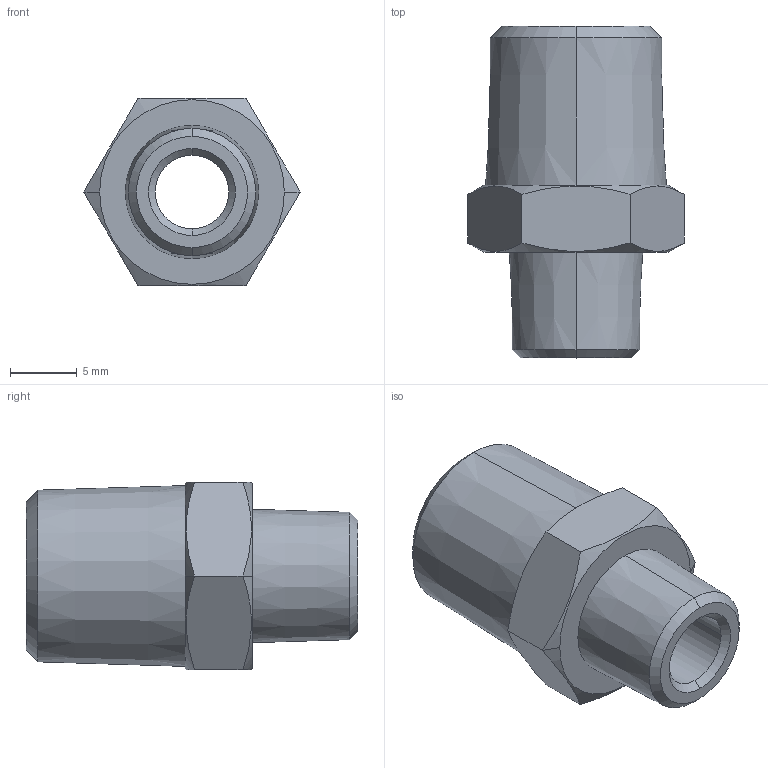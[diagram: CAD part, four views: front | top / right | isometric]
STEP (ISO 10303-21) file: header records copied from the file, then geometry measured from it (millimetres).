
FILE_DESCRIPTION(('STEP AP214'),'1');
FILE_NAME('0900_10_13.stp','2016-07-07T14:19:21',('TraceParts'),('TraceParts S.A.'),'Spatial InterOp 3D',' ',' ');
FILE_SCHEMA(('automotive_design'));
Length unit declared in the file: millimetre
Products named in the file (1): Solide1
Bounding box: 16.17 x 24.8 x 14 mm (x, y, z)
Volume: 2075.8 mm3; surface area: 1704.1 mm2
Topology: 1 solids, 1 shells, 32 faces, 74 edges, 46 vertices
Faces by surface type: cone 18, plane 10, cylinder 4
Entity records: 1184 total; most frequent: CARTESIAN_POINT 177, DIRECTION 162, ORIENTED_EDGE 148, EDGE_CURVE 74, AXIS2_PLACEMENT_3D 67, VERTEX_POINT 46, EDGE_LOOP 36, CIRCLE 34
